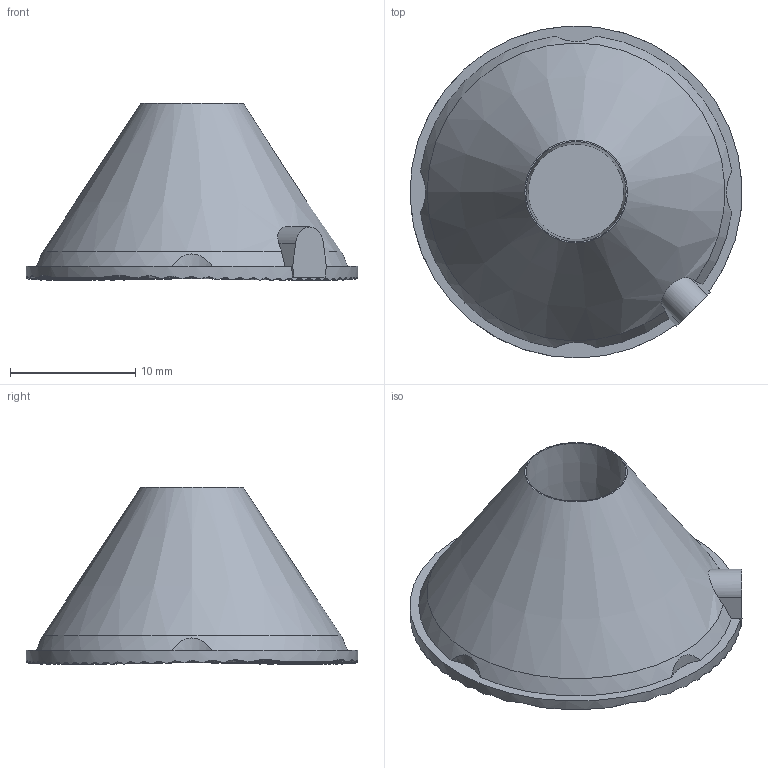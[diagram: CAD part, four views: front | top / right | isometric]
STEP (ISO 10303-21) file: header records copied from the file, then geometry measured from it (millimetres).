
FILE_DESCRIPTION (( 'STEP AP203' ), '1' );
FILE_NAME ('10224_ 60476_Iss1 Customer.STEP', '2023-04-03T08:24:06', ( '' ), ( '' ), 'SwSTEP 2.0', 'SolidWorks 2022', '' );
FILE_SCHEMA (( 'CONFIG_CONTROL_DESIGN' ));
Length unit declared in the file: millimetre
Products named in the file (1): 10224_ 60476_Iss1 Customer
Bounding box: 26.47 x 26.48 x 14.12 mm (x, y, z)
Volume: 3330.7 mm3; surface area: 1730.9 mm2
Topology: 1 solids, 1 shells, 71 faces, 201 edges, 133 vertices
Faces by surface type: bspline 51, plane 9, cylinder 7, cone 4
Entity records: 5323 total; most frequent: CARTESIAN_POINT 3795, ORIENTED_EDGE 392, EDGE_CURVE 196, DIRECTION 191, VERTEX_POINT 131, B_SPLINE_CURVE_WITH_KNOTS 113, AXIS2_PLACEMENT_3D 89, EDGE_LOOP 75
